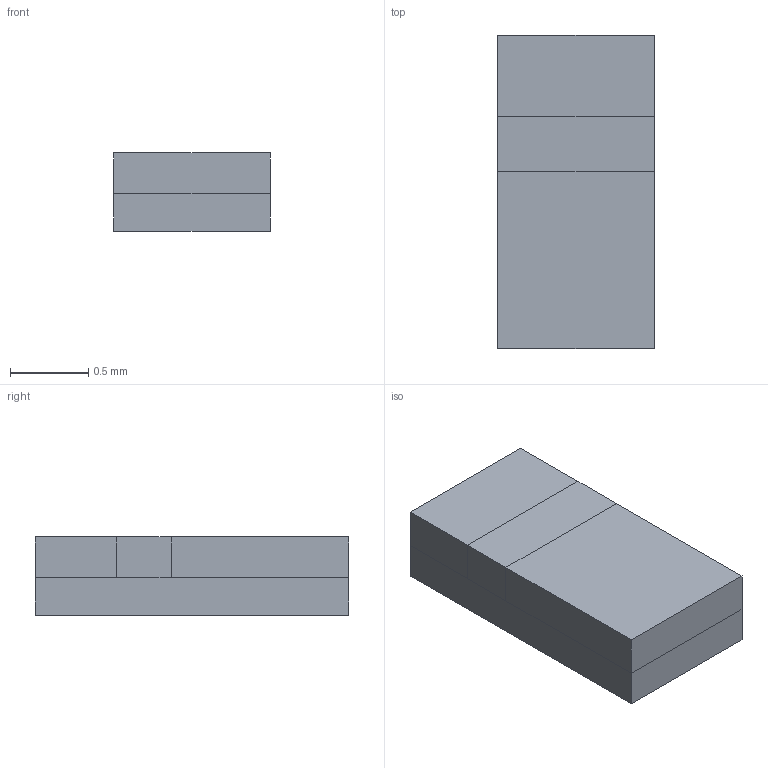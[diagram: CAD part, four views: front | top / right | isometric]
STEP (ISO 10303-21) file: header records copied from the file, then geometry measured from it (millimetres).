
FILE_DESCRIPTION(/* description */ ('Unknown'),/* implementation_level */ '2;1');
FILE_NAME(/* name */ 'VCNL36828P',/* time_stamp */ '2024-04-09T14:33:55+02:00',/* author */ ('Unknown'),/* organization */ ('Unknown'),/* preprocessor_version */ 'ST-DEVELOPER v18.102',/* originating_system */ 'Solid Edge',/* authorisation */ 'Unknown');
FILE_SCHEMA (('AUTOMOTIVE_DESIGN {1 0 10303 214 3 1 1}'));
Length unit declared in the file: millimetre
Products named in the file (1): VCNL36828P
Bounding box: 1 x 2 x 0.5 mm (x, y, z)
Volume: 0.9 mm3; surface area: 8.7 mm2
Topology: 1 solids, 3 shells, 44 faces, 107 edges, 77 vertices
Faces by surface type: plane 44
Entity records: 1656 total; most frequent: CARTESIAN_POINT 229, ORIENTED_EDGE 214, DIRECTION 197, EDGE_CURVE 107, LINE 107, VECTOR 107, VERTEX_POINT 77, EDGE_LOOP 52
